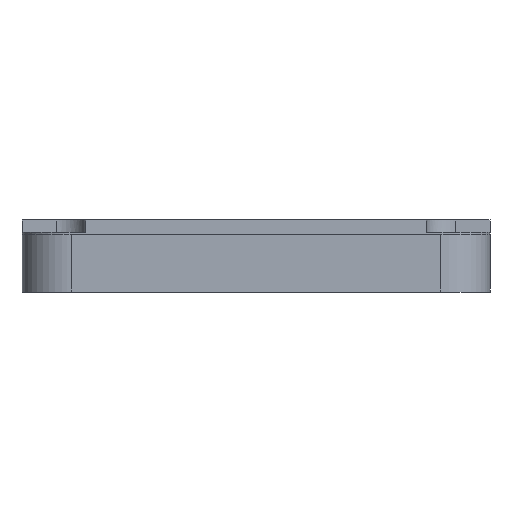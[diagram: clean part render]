
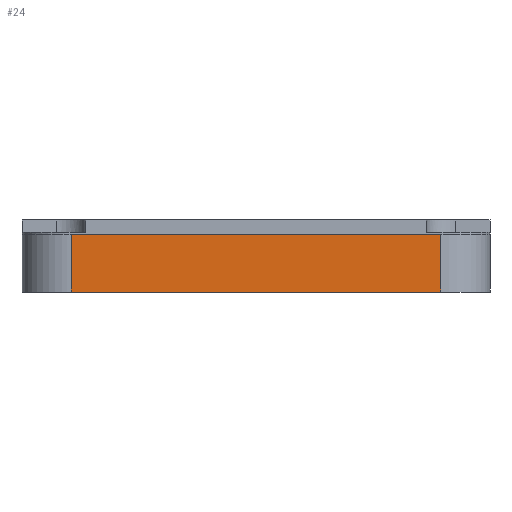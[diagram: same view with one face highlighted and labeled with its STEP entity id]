
A CAD part, front view. The second image highlights one B-rep face of the part: STEP entity #24.
In plain terms, the highlighted planar face has unit normal (0, -1, 0).
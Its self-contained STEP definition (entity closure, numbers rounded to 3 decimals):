
#24=ADVANCED_FACE('',(#117),#1565,.T.);
#117=FACE_OUTER_BOUND('',#210,.T.);
#210=EDGE_LOOP('',(#313,#314,#315,#316));
#313=ORIENTED_EDGE('',*,*,#834,.T.);
#314=ORIENTED_EDGE('',*,*,#833,.T.);
#315=ORIENTED_EDGE('',*,*,#832,.F.);
#316=ORIENTED_EDGE('',*,*,#831,.F.);
#831=EDGE_CURVE('',#1349,#1350,#1130,.T.);
#832=EDGE_CURVE('',#1350,#1351,#1131,.T.);
#833=EDGE_CURVE('',#1352,#1351,#1132,.T.);
#834=EDGE_CURVE('',#1349,#1352,#1133,.T.);
#1130=(
BOUNDED_CURVE()
B_SPLINE_CURVE(2,(#4484,#4485,#4486),.UNSPECIFIED.,.F.,.F.)
B_SPLINE_CURVE_WITH_KNOTS((3,3),(0.,51.293),.UNSPECIFIED.)
CURVE()
GEOMETRIC_REPRESENTATION_ITEM()
RATIONAL_B_SPLINE_CURVE((1.,1.,1.))
REPRESENTATION_ITEM('')
);
#1131=(
BOUNDED_CURVE()
B_SPLINE_CURVE(1,(#4487,#4488),.UNSPECIFIED.,.F.,.F.)
B_SPLINE_CURVE_WITH_KNOTS((2,2),(0.,8.),.UNSPECIFIED.)
CURVE()
GEOMETRIC_REPRESENTATION_ITEM()
RATIONAL_B_SPLINE_CURVE((1.,1.))
REPRESENTATION_ITEM('')
);
#1132=(
BOUNDED_CURVE()
B_SPLINE_CURVE(2,(#4489,#4490,#4491),.UNSPECIFIED.,.F.,.F.)
B_SPLINE_CURVE_WITH_KNOTS((3,3),(0.,51.293),.UNSPECIFIED.)
CURVE()
GEOMETRIC_REPRESENTATION_ITEM()
RATIONAL_B_SPLINE_CURVE((1.,1.,1.))
REPRESENTATION_ITEM('')
);
#1133=(
BOUNDED_CURVE()
B_SPLINE_CURVE(1,(#4492,#4493),.UNSPECIFIED.,.F.,.F.)
B_SPLINE_CURVE_WITH_KNOTS((2,2),(0.,8.),.UNSPECIFIED.)
CURVE()
GEOMETRIC_REPRESENTATION_ITEM()
RATIONAL_B_SPLINE_CURVE((1.,1.))
REPRESENTATION_ITEM('')
);
#1349=VERTEX_POINT('',#4320);
#1350=VERTEX_POINT('',#4321);
#1351=VERTEX_POINT('',#4322);
#1352=VERTEX_POINT('',#4323);
#1565=PLANE('',#1694);
#1694=AXIS2_PLACEMENT_3D('',#1852,#1773,$);
#1773=DIRECTION('',(0.,-1.,0.));
#1852=CARTESIAN_POINT('',(-830.122,-164.,8.));
#4320=CARTESIAN_POINT('',(-830.122,-164.,8.));
#4321=CARTESIAN_POINT('',(-778.828,-164.,8.));
#4322=CARTESIAN_POINT('',(-778.828,-164.,0.));
#4323=CARTESIAN_POINT('',(-830.122,-164.,0.));
#4484=CARTESIAN_POINT('',(-830.122,-164.,8.));
#4485=CARTESIAN_POINT('',(-804.475,-164.,8.));
#4486=CARTESIAN_POINT('',(-778.828,-164.,8.));
#4487=CARTESIAN_POINT('',(-778.828,-164.,8.));
#4488=CARTESIAN_POINT('',(-778.828,-164.,0.));
#4489=CARTESIAN_POINT('',(-830.122,-164.,0.));
#4490=CARTESIAN_POINT('',(-804.475,-164.,0.));
#4491=CARTESIAN_POINT('',(-778.828,-164.,0.));
#4492=CARTESIAN_POINT('',(-830.122,-164.,8.));
#4493=CARTESIAN_POINT('',(-830.122,-164.,0.));
